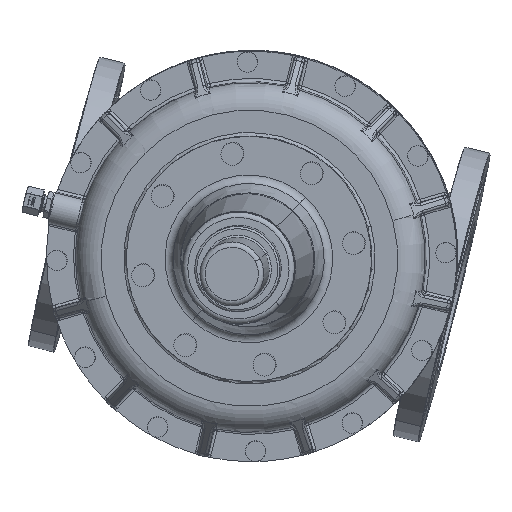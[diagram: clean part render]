
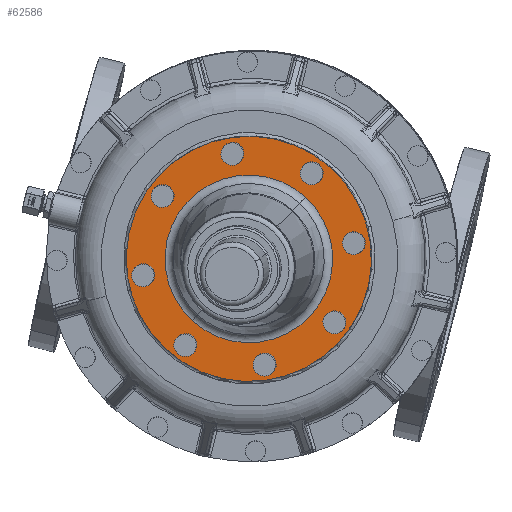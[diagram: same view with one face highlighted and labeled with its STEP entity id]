
A CAD part, top view. The second image highlights one B-rep face of the part: STEP entity #62586.
In plain terms, the highlighted face is planar.
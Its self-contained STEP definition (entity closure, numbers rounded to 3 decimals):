
#62297=CARTESIAN_POINT('Vertex',(-55.134,319.,100.922)) ;
#62300=CARTESIAN_POINT('Axis2P3D Location',(0.,319.,0.)) ;
#62304=CARTESIAN_POINT('Vertex',(55.134,319.,-100.922)) ;
#62325=CARTESIAN_POINT('Axis2P3D Location',(0.,319.,0.)) ;
#62415=CARTESIAN_POINT('Axis2P3D Location',(0.,319.,78.639)) ;
#62424=CARTESIAN_POINT('Axis2P3D Location',(92.388,319.,38.268)) ;
#62428=CARTESIAN_POINT('Vertex',(102.888,319.,38.268)) ;
#62430=CARTESIAN_POINT('Vertex',(81.888,319.,38.268)) ;
#62433=CARTESIAN_POINT('Axis2P3D Location',(92.388,319.,38.268)) ;
#62442=CARTESIAN_POINT('Axis2P3D Location',(0.,319.,0.)) ;
#62446=CARTESIAN_POINT('Vertex',(37.701,319.,-69.012)) ;
#62448=CARTESIAN_POINT('Vertex',(-37.701,319.,69.012)) ;
#62451=CARTESIAN_POINT('Axis2P3D Location',(0.,319.,0.)) ;
#62460=CARTESIAN_POINT('Axis2P3D Location',(38.268,319.,92.388)) ;
#62464=CARTESIAN_POINT('Vertex',(30.844,319.,84.963)) ;
#62466=CARTESIAN_POINT('Vertex',(45.693,319.,99.813)) ;
#62469=CARTESIAN_POINT('Axis2P3D Location',(38.268,319.,92.388)) ;
#62478=CARTESIAN_POINT('Axis2P3D Location',(-38.268,319.,92.388)) ;
#62482=CARTESIAN_POINT('Vertex',(-38.268,319.,81.888)) ;
#62484=CARTESIAN_POINT('Vertex',(-38.268,319.,102.888)) ;
#62487=CARTESIAN_POINT('Axis2P3D Location',(-38.268,319.,92.388)) ;
#62496=CARTESIAN_POINT('Axis2P3D Location',(-92.388,319.,38.268)) ;
#62500=CARTESIAN_POINT('Vertex',(-84.963,319.,30.844)) ;
#62502=CARTESIAN_POINT('Vertex',(-99.813,319.,45.693)) ;
#62505=CARTESIAN_POINT('Axis2P3D Location',(-92.388,319.,38.268)) ;
#62514=CARTESIAN_POINT('Axis2P3D Location',(-92.388,319.,-38.268)) ;
#62518=CARTESIAN_POINT('Vertex',(-81.888,319.,-38.268)) ;
#62520=CARTESIAN_POINT('Vertex',(-102.888,319.,-38.268)) ;
#62523=CARTESIAN_POINT('Axis2P3D Location',(-92.388,319.,-38.268)) ;
#62532=CARTESIAN_POINT('Axis2P3D Location',(-38.268,319.,-92.388)) ;
#62536=CARTESIAN_POINT('Vertex',(-30.844,319.,-84.963)) ;
#62538=CARTESIAN_POINT('Vertex',(-45.693,319.,-99.813)) ;
#62541=CARTESIAN_POINT('Axis2P3D Location',(-38.268,319.,-92.388)) ;
#62550=CARTESIAN_POINT('Axis2P3D Location',(38.268,319.,-92.388)) ;
#62554=CARTESIAN_POINT('Vertex',(38.268,319.,-81.888)) ;
#62556=CARTESIAN_POINT('Vertex',(38.268,319.,-102.888)) ;
#62559=CARTESIAN_POINT('Axis2P3D Location',(38.268,319.,-92.388)) ;
#62568=CARTESIAN_POINT('Axis2P3D Location',(92.388,319.,-38.268)) ;
#62572=CARTESIAN_POINT('Vertex',(84.963,319.,-30.844)) ;
#62574=CARTESIAN_POINT('Vertex',(99.813,319.,-45.693)) ;
#62577=CARTESIAN_POINT('Axis2P3D Location',(92.388,319.,-38.268)) ;
#62301=DIRECTION('Axis2P3D Direction',(0.,-1.,0.)) ;
#62326=DIRECTION('Axis2P3D Direction',(0.,-1.,0.)) ;
#62416=DIRECTION('Axis2P3D Direction',(-0.,-1.,-0.)) ;
#62417=DIRECTION('Axis2P3D XDirection',(-1.,0.,0.)) ;
#62425=DIRECTION('Axis2P3D Direction',(-0.,-1.,-0.)) ;
#62434=DIRECTION('Axis2P3D Direction',(-0.,-1.,-0.)) ;
#62443=DIRECTION('Axis2P3D Direction',(-0.,-1.,-0.)) ;
#62452=DIRECTION('Axis2P3D Direction',(-0.,-1.,-0.)) ;
#62461=DIRECTION('Axis2P3D Direction',(-0.,-1.,-0.)) ;
#62470=DIRECTION('Axis2P3D Direction',(-0.,-1.,-0.)) ;
#62479=DIRECTION('Axis2P3D Direction',(-0.,-1.,-0.)) ;
#62488=DIRECTION('Axis2P3D Direction',(-0.,-1.,-0.)) ;
#62497=DIRECTION('Axis2P3D Direction',(-0.,-1.,-0.)) ;
#62506=DIRECTION('Axis2P3D Direction',(-0.,-1.,-0.)) ;
#62515=DIRECTION('Axis2P3D Direction',(-0.,-1.,-0.)) ;
#62524=DIRECTION('Axis2P3D Direction',(-0.,-1.,-0.)) ;
#62533=DIRECTION('Axis2P3D Direction',(-0.,-1.,-0.)) ;
#62542=DIRECTION('Axis2P3D Direction',(-0.,-1.,-0.)) ;
#62551=DIRECTION('Axis2P3D Direction',(-0.,-1.,-0.)) ;
#62560=DIRECTION('Axis2P3D Direction',(-0.,-1.,-0.)) ;
#62569=DIRECTION('Axis2P3D Direction',(-0.,-1.,-0.)) ;
#62578=DIRECTION('Axis2P3D Direction',(-0.,-1.,-0.)) ;
#62302=AXIS2_PLACEMENT_3D('Circle Axis2P3D',#62300,#62301,$) ;
#62327=AXIS2_PLACEMENT_3D('Circle Axis2P3D',#62325,#62326,$) ;
#62418=AXIS2_PLACEMENT_3D('Plane Axis2P3D',#62415,#62416,#62417) ;
#62426=AXIS2_PLACEMENT_3D('Circle Axis2P3D',#62424,#62425,$) ;
#62435=AXIS2_PLACEMENT_3D('Circle Axis2P3D',#62433,#62434,$) ;
#62444=AXIS2_PLACEMENT_3D('Circle Axis2P3D',#62442,#62443,$) ;
#62453=AXIS2_PLACEMENT_3D('Circle Axis2P3D',#62451,#62452,$) ;
#62462=AXIS2_PLACEMENT_3D('Circle Axis2P3D',#62460,#62461,$) ;
#62471=AXIS2_PLACEMENT_3D('Circle Axis2P3D',#62469,#62470,$) ;
#62480=AXIS2_PLACEMENT_3D('Circle Axis2P3D',#62478,#62479,$) ;
#62489=AXIS2_PLACEMENT_3D('Circle Axis2P3D',#62487,#62488,$) ;
#62498=AXIS2_PLACEMENT_3D('Circle Axis2P3D',#62496,#62497,$) ;
#62507=AXIS2_PLACEMENT_3D('Circle Axis2P3D',#62505,#62506,$) ;
#62516=AXIS2_PLACEMENT_3D('Circle Axis2P3D',#62514,#62515,$) ;
#62525=AXIS2_PLACEMENT_3D('Circle Axis2P3D',#62523,#62524,$) ;
#62534=AXIS2_PLACEMENT_3D('Circle Axis2P3D',#62532,#62533,$) ;
#62543=AXIS2_PLACEMENT_3D('Circle Axis2P3D',#62541,#62542,$) ;
#62552=AXIS2_PLACEMENT_3D('Circle Axis2P3D',#62550,#62551,$) ;
#62561=AXIS2_PLACEMENT_3D('Circle Axis2P3D',#62559,#62560,$) ;
#62570=AXIS2_PLACEMENT_3D('Circle Axis2P3D',#62568,#62569,$) ;
#62579=AXIS2_PLACEMENT_3D('Circle Axis2P3D',#62577,#62578,$) ;
#62421=ORIENTED_EDGE('',*,*,#62306,.F.) ;
#62422=ORIENTED_EDGE('',*,*,#62329,.F.) ;
#62439=ORIENTED_EDGE('',*,*,#62432,.T.) ;
#62440=ORIENTED_EDGE('',*,*,#62437,.T.) ;
#62457=ORIENTED_EDGE('',*,*,#62450,.T.) ;
#62458=ORIENTED_EDGE('',*,*,#62455,.T.) ;
#62475=ORIENTED_EDGE('',*,*,#62468,.T.) ;
#62476=ORIENTED_EDGE('',*,*,#62473,.T.) ;
#62493=ORIENTED_EDGE('',*,*,#62486,.T.) ;
#62494=ORIENTED_EDGE('',*,*,#62491,.T.) ;
#62511=ORIENTED_EDGE('',*,*,#62504,.T.) ;
#62512=ORIENTED_EDGE('',*,*,#62509,.T.) ;
#62529=ORIENTED_EDGE('',*,*,#62522,.T.) ;
#62530=ORIENTED_EDGE('',*,*,#62527,.T.) ;
#62547=ORIENTED_EDGE('',*,*,#62540,.T.) ;
#62548=ORIENTED_EDGE('',*,*,#62545,.T.) ;
#62565=ORIENTED_EDGE('',*,*,#62558,.T.) ;
#62566=ORIENTED_EDGE('',*,*,#62563,.T.) ;
#62583=ORIENTED_EDGE('',*,*,#62576,.T.) ;
#62584=ORIENTED_EDGE('',*,*,#62581,.T.) ;
#62441=FACE_BOUND('',#62438,.T.) ;
#62459=FACE_BOUND('',#62456,.T.) ;
#62477=FACE_BOUND('',#62474,.T.) ;
#62495=FACE_BOUND('',#62492,.T.) ;
#62513=FACE_BOUND('',#62510,.T.) ;
#62531=FACE_BOUND('',#62528,.T.) ;
#62549=FACE_BOUND('',#62546,.T.) ;
#62567=FACE_BOUND('',#62564,.T.) ;
#62585=FACE_BOUND('',#62582,.T.) ;
#62586=ADVANCED_FACE('Brep With Voids',(#62423,#62441,#62459,#62477,#62495,#62513,#62531,#62549,#62567,#62585),#62419,.F.) ;
#62303=CIRCLE('generated circle',#62302,115.) ;
#62328=CIRCLE('generated circle',#62327,115.) ;
#62427=CIRCLE('generated circle',#62426,10.5) ;
#62436=CIRCLE('generated circle',#62435,10.5) ;
#62445=CIRCLE('generated circle',#62444,78.639) ;
#62454=CIRCLE('generated circle',#62453,78.639) ;
#62463=CIRCLE('generated circle',#62462,10.5) ;
#62472=CIRCLE('generated circle',#62471,10.5) ;
#62481=CIRCLE('generated circle',#62480,10.5) ;
#62490=CIRCLE('generated circle',#62489,10.5) ;
#62499=CIRCLE('generated circle',#62498,10.5) ;
#62508=CIRCLE('generated circle',#62507,10.5) ;
#62517=CIRCLE('generated circle',#62516,10.5) ;
#62526=CIRCLE('generated circle',#62525,10.5) ;
#62535=CIRCLE('generated circle',#62534,10.5) ;
#62544=CIRCLE('generated circle',#62543,10.5) ;
#62553=CIRCLE('generated circle',#62552,10.5) ;
#62562=CIRCLE('generated circle',#62561,10.5) ;
#62571=CIRCLE('generated circle',#62570,10.5) ;
#62580=CIRCLE('generated circle',#62579,10.5) ;
#62306=EDGE_CURVE('',#62298,#62305,#62303,.T.) ;
#62329=EDGE_CURVE('',#62305,#62298,#62328,.T.) ;
#62432=EDGE_CURVE('',#62429,#62431,#62427,.T.) ;
#62437=EDGE_CURVE('',#62431,#62429,#62436,.T.) ;
#62450=EDGE_CURVE('',#62447,#62449,#62445,.T.) ;
#62455=EDGE_CURVE('',#62449,#62447,#62454,.T.) ;
#62468=EDGE_CURVE('',#62465,#62467,#62463,.T.) ;
#62473=EDGE_CURVE('',#62467,#62465,#62472,.T.) ;
#62486=EDGE_CURVE('',#62483,#62485,#62481,.T.) ;
#62491=EDGE_CURVE('',#62485,#62483,#62490,.T.) ;
#62504=EDGE_CURVE('',#62501,#62503,#62499,.T.) ;
#62509=EDGE_CURVE('',#62503,#62501,#62508,.T.) ;
#62522=EDGE_CURVE('',#62519,#62521,#62517,.T.) ;
#62527=EDGE_CURVE('',#62521,#62519,#62526,.T.) ;
#62540=EDGE_CURVE('',#62537,#62539,#62535,.T.) ;
#62545=EDGE_CURVE('',#62539,#62537,#62544,.T.) ;
#62558=EDGE_CURVE('',#62555,#62557,#62553,.T.) ;
#62563=EDGE_CURVE('',#62557,#62555,#62562,.T.) ;
#62576=EDGE_CURVE('',#62573,#62575,#62571,.T.) ;
#62581=EDGE_CURVE('',#62575,#62573,#62580,.T.) ;
#62420=EDGE_LOOP('',(#62421,#62422)) ;
#62438=EDGE_LOOP('',(#62439,#62440)) ;
#62456=EDGE_LOOP('',(#62457,#62458)) ;
#62474=EDGE_LOOP('',(#62475,#62476)) ;
#62492=EDGE_LOOP('',(#62493,#62494)) ;
#62510=EDGE_LOOP('',(#62511,#62512)) ;
#62528=EDGE_LOOP('',(#62529,#62530)) ;
#62546=EDGE_LOOP('',(#62547,#62548)) ;
#62564=EDGE_LOOP('',(#62565,#62566)) ;
#62582=EDGE_LOOP('',(#62583,#62584)) ;
#62423=FACE_OUTER_BOUND('',#62420,.T.) ;
#62419=PLANE('',#62418) ;
#62298=VERTEX_POINT('',#62297) ;
#62305=VERTEX_POINT('',#62304) ;
#62429=VERTEX_POINT('',#62428) ;
#62431=VERTEX_POINT('',#62430) ;
#62447=VERTEX_POINT('',#62446) ;
#62449=VERTEX_POINT('',#62448) ;
#62465=VERTEX_POINT('',#62464) ;
#62467=VERTEX_POINT('',#62466) ;
#62483=VERTEX_POINT('',#62482) ;
#62485=VERTEX_POINT('',#62484) ;
#62501=VERTEX_POINT('',#62500) ;
#62503=VERTEX_POINT('',#62502) ;
#62519=VERTEX_POINT('',#62518) ;
#62521=VERTEX_POINT('',#62520) ;
#62537=VERTEX_POINT('',#62536) ;
#62539=VERTEX_POINT('',#62538) ;
#62555=VERTEX_POINT('',#62554) ;
#62557=VERTEX_POINT('',#62556) ;
#62573=VERTEX_POINT('',#62572) ;
#62575=VERTEX_POINT('',#62574) ;
